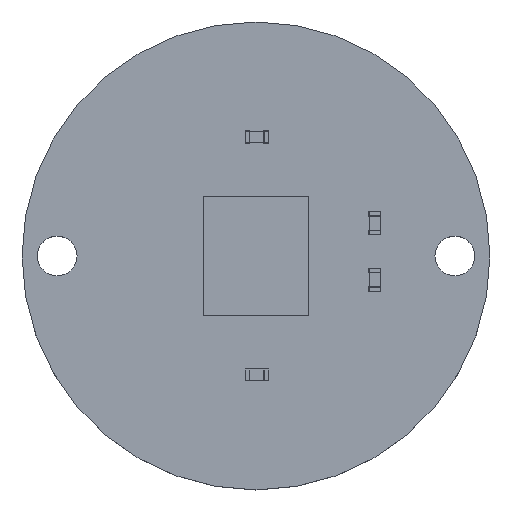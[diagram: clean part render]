
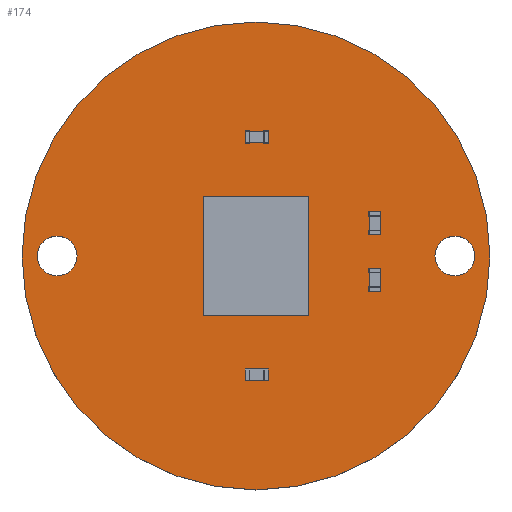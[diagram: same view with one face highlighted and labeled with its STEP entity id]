
A CAD part, top view. The second image highlights one B-rep face of the part: STEP entity #174.
In plain terms, the highlighted planar face has unit normal (0, 0, 1).
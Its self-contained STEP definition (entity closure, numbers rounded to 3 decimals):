
#67 = VERTEX_POINT('',#68);
#68 = CARTESIAN_POINT('',(10.,0.,0.));
#74 = EDGE_CURVE('',#67,#67,#75,.T.);
#75 = CIRCLE('',#76,10.);
#76 = AXIS2_PLACEMENT_3D('',#77,#78,#79);
#77 = CARTESIAN_POINT('',(0.,0.,0.));
#78 = DIRECTION('',(0.,0.,1.));
#79 = DIRECTION('',(1.,0.,0.));
#100 = VERTEX_POINT('',#101);
#101 = CARTESIAN_POINT('',(-7.65,0.,0.));
#107 = EDGE_CURVE('',#100,#100,#108,.T.);
#108 = CIRCLE('',#109,0.85);
#109 = AXIS2_PLACEMENT_3D('',#110,#111,#112);
#110 = CARTESIAN_POINT('',(-8.5,0.,0.));
#111 = DIRECTION('',(0.,0.,1.));
#112 = DIRECTION('',(1.,0.,0.));
#133 = VERTEX_POINT('',#134);
#134 = CARTESIAN_POINT('',(9.35,0.,0.));
#140 = EDGE_CURVE('',#133,#133,#141,.T.);
#141 = CIRCLE('',#142,0.85);
#142 = AXIS2_PLACEMENT_3D('',#143,#144,#145);
#143 = CARTESIAN_POINT('',(8.5,0.,0.));
#144 = DIRECTION('',(0.,0.,1.));
#145 = DIRECTION('',(1.,0.,0.));
#174 = ADVANCED_FACE('',(#175,#178,#181),#184,.F.);
#175 = FACE_BOUND('',#176,.T.);
#176 = EDGE_LOOP('',(#177));
#177 = ORIENTED_EDGE('',*,*,#74,.T.);
#178 = FACE_BOUND('',#179,.F.);
#179 = EDGE_LOOP('',(#180));
#180 = ORIENTED_EDGE('',*,*,#107,.T.);
#181 = FACE_BOUND('',#182,.F.);
#182 = EDGE_LOOP('',(#183));
#183 = ORIENTED_EDGE('',*,*,#140,.T.);
#184 = PLANE('',#185);
#185 = AXIS2_PLACEMENT_3D('',#186,#187,#188);
#186 = CARTESIAN_POINT('',(10.,0.,0.));
#187 = DIRECTION('',(0.,0.,-1.));
#188 = DIRECTION('',(-1.,0.,0.));
